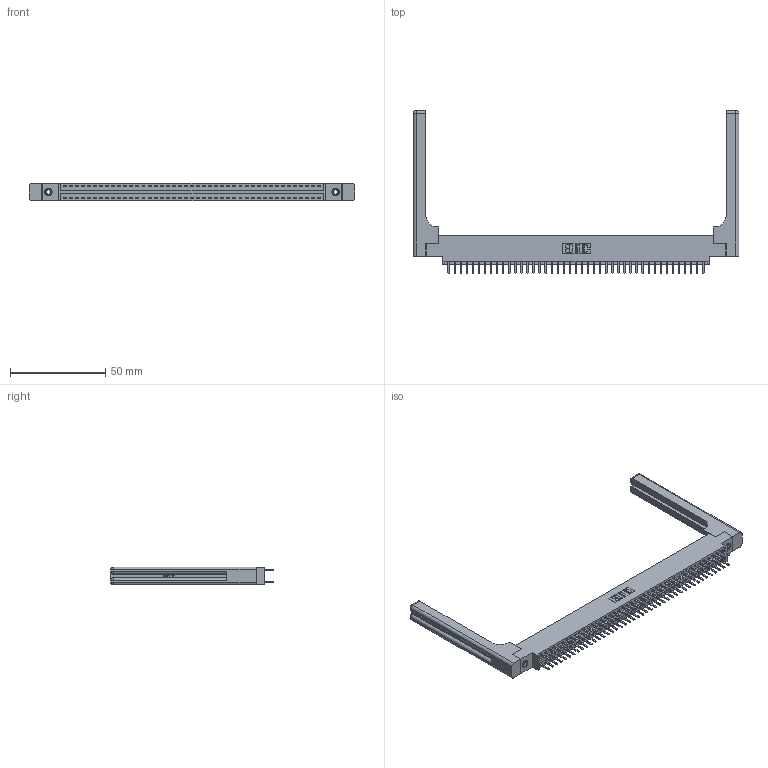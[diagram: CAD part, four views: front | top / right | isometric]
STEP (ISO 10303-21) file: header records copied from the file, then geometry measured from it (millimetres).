
FILE_DESCRIPTION (( 'STEP AP203' ), '1' );
FILE_NAME ('346-086-520-858.STEP', '2022-05-25T21:47:17', ( '' ), ( '' ), 'SwSTEP 2.0', 'SolidWorks 2020', '' );
FILE_SCHEMA (( 'CONFIG_CONTROL_DESIGN' ));
Length unit declared in the file: inch
Products named in the file (5): 346-220-058_345-220-058; 345-292-001_345-293-120; 346-086-520-858; 345-250-001_345-250-001-102; 346 Part_0.170 Offset - 0.156 Dia-TH
Assembly tree (91 placements, depth 2):
  346-086-520-858
    346 Part_0.170 Offset - 0.156 Dia-TH
    345-292-001_345-293-120  x86
    345-250-001_345-250-001-102  x2
    346-220-058_345-220-058  x2
Bounding box: 170.59 x 85.29 x 9.4 mm (x, y, z)
Volume: 23925.8 mm3; surface area: 27700.3 mm2
Topology: 91 solids, 91 shells, 5212 faces, 15061 edges, 9790 vertices
Faces by surface type: plane 3424, cylinder 1728, bspline 36, cone 12, sphere 8, torus 4
Entity records: 33772 total; most frequent: CARTESIAN_POINT 6591, ORIENTED_EDGE 5308, DIRECTION 4778, EDGE_CURVE 2654, LINE 2254, VECTOR 2254, VERTEX_POINT 1758, AXIS2_PLACEMENT_3D 1262
